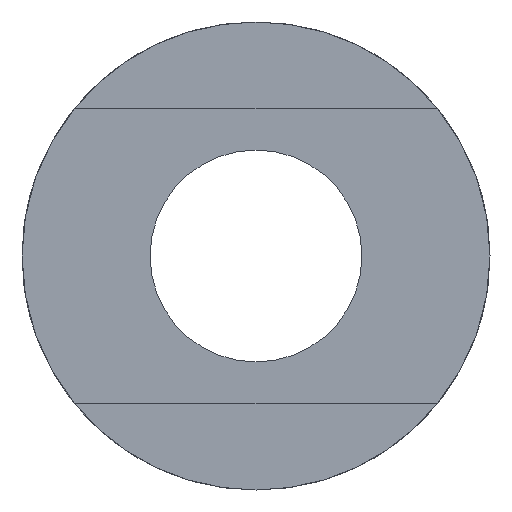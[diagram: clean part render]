
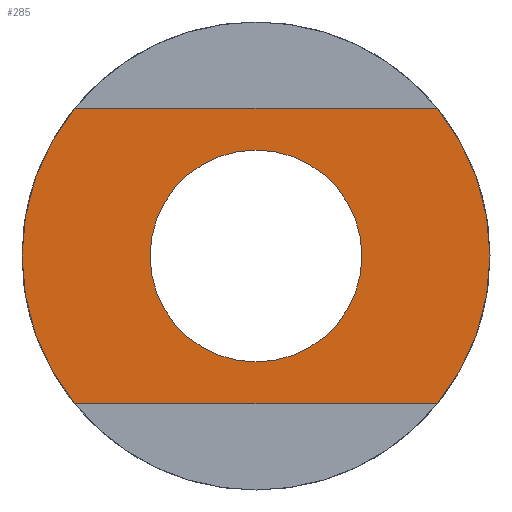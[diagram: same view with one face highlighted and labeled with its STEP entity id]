
A CAD part, front view. The second image highlights one B-rep face of the part: STEP entity #285.
In plain terms, the highlighted planar face has unit normal (0, -1, 0).
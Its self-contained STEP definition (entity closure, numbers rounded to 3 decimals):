
#85 = EDGE_CURVE ( 'NONE', #322, #2031, #1103, .T. ) ;
#127 = VERTEX_POINT ( 'NONE', #1780 ) ;
#147 = DIRECTION ( 'NONE',  ( 0., 0., -1. ) ) ;
#148 = AXIS2_PLACEMENT_3D ( 'NONE', #1967, #1902, #1035 ) ;
#151 = DIRECTION ( 'NONE',  ( 0., 1., 0. ) ) ;
#155 = CARTESIAN_POINT ( 'NONE',  ( 0., 0., 0. ) ) ;
#285 = ADVANCED_FACE ( 'NONE', ( #2032, #1665 ), #354, .T. ) ;
#322 = VERTEX_POINT ( 'NONE', #445 ) ;
#354 = PLANE ( 'NONE',  #148 ) ;
#364 = CIRCLE ( 'NONE', #542, 2.15 ) ;
#445 = CARTESIAN_POINT ( 'NONE',  ( 0., 0., 2.15 ) ) ;
#447 = ORIENTED_EDGE ( 'NONE', *, *, #85, .T. ) ;
#448 = CARTESIAN_POINT ( 'NONE',  ( 2.15, 0., 3. ) ) ;
#471 = DIRECTION ( 'NONE',  ( -1., 0., 0. ) ) ;
#472 = DIRECTION ( 'NONE',  ( 0., 0., -1. ) ) ;
#473 = CARTESIAN_POINT ( 'NONE',  ( -3.683, 0., -3. ) ) ;
#477 = DIRECTION ( 'NONE',  ( 0., 1., 0. ) ) ;
#481 = CARTESIAN_POINT ( 'NONE',  ( 0., 0., 0. ) ) ;
#507 = AXIS2_PLACEMENT_3D ( 'NONE', #982, #978, #976 ) ;
#542 = AXIS2_PLACEMENT_3D ( 'NONE', #155, #151, #147 ) ;
#545 = VECTOR ( 'NONE', #471, 1000. ) ;
#552 = LINE ( 'NONE', #448, #545 ) ;
#601 = EDGE_CURVE ( 'NONE', #1220, #957, #1144, .T. ) ;
#606 = EDGE_CURVE ( 'NONE', #1713, #957, #1122, .T. ) ;
#696 = CARTESIAN_POINT ( 'NONE',  ( 3.683, 0., -3. ) ) ;
#794 = ORIENTED_EDGE ( 'NONE', *, *, #1250, .T. ) ;
#829 = ORIENTED_EDGE ( 'NONE', *, *, #1374, .T. ) ;
#907 = DIRECTION ( 'NONE',  ( 0., 0., -1. ) ) ;
#908 = CARTESIAN_POINT ( 'NONE',  ( 0., 0., -2.15 ) ) ;
#916 = DIRECTION ( 'NONE',  ( 0., 1., 0. ) ) ;
#948 = ORIENTED_EDGE ( 'NONE', *, *, #606, .F. ) ;
#949 = AXIS2_PLACEMENT_3D ( 'NONE', #481, #477, #472 ) ;
#957 = VERTEX_POINT ( 'NONE', #696 ) ;
#964 = ORIENTED_EDGE ( 'NONE', *, *, #1737, .F. ) ;
#976 = DIRECTION ( 'NONE',  ( 0., 0., -1. ) ) ;
#978 = DIRECTION ( 'NONE',  ( 0., 1., 0. ) ) ;
#982 = CARTESIAN_POINT ( 'NONE',  ( 0., 0., 0. ) ) ;
#1003 = DIRECTION ( 'NONE',  ( 1., 0., 0. ) ) ;
#1035 = DIRECTION ( 'NONE',  ( 0., 0., -1. ) ) ;
#1036 = CARTESIAN_POINT ( 'NONE',  ( 0., 0., 0. ) ) ;
#1037 = CARTESIAN_POINT ( 'NONE',  ( 2.15, 0., -3. ) ) ;
#1100 = CIRCLE ( 'NONE', #949, 4.75 ) ;
#1103 = CIRCLE ( 'NONE', #2030, 2.15 ) ;
#1122 = CIRCLE ( 'NONE', #507, 4.75 ) ;
#1130 = VECTOR ( 'NONE', #1003, 1000. ) ;
#1144 = LINE ( 'NONE', #1037, #1130 ) ;
#1210 = CARTESIAN_POINT ( 'NONE',  ( 3.683, 0., 3. ) ) ;
#1220 = VERTEX_POINT ( 'NONE', #473 ) ;
#1250 = EDGE_CURVE ( 'NONE', #1713, #127, #552, .T. ) ;
#1374 = EDGE_CURVE ( 'NONE', #2031, #322, #364, .T. ) ;
#1642 = ORIENTED_EDGE ( 'NONE', *, *, #601, .T. ) ;
#1665 = FACE_OUTER_BOUND ( 'NONE', #2062, .T. ) ;
#1713 = VERTEX_POINT ( 'NONE', #1210 ) ;
#1737 = EDGE_CURVE ( 'NONE', #1220, #127, #1100, .T. ) ;
#1780 = CARTESIAN_POINT ( 'NONE',  ( -3.683, 0., 3. ) ) ;
#1803 = EDGE_LOOP ( 'NONE', ( #829, #447 ) ) ;
#1902 = DIRECTION ( 'NONE',  ( 0., -1., 0. ) ) ;
#1967 = CARTESIAN_POINT ( 'NONE',  ( 2.15, 0., 0. ) ) ;
#2030 = AXIS2_PLACEMENT_3D ( 'NONE', #1036, #916, #907 ) ;
#2031 = VERTEX_POINT ( 'NONE', #908 ) ;
#2032 = FACE_BOUND ( 'NONE', #1803, .T. ) ;
#2062 = EDGE_LOOP ( 'NONE', ( #794, #964, #1642, #948 ) ) ;
